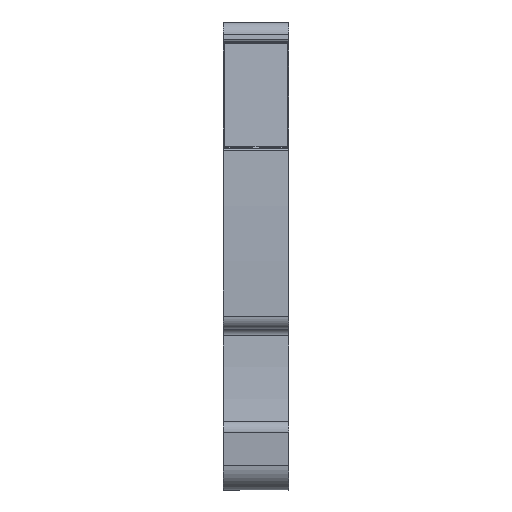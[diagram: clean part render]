
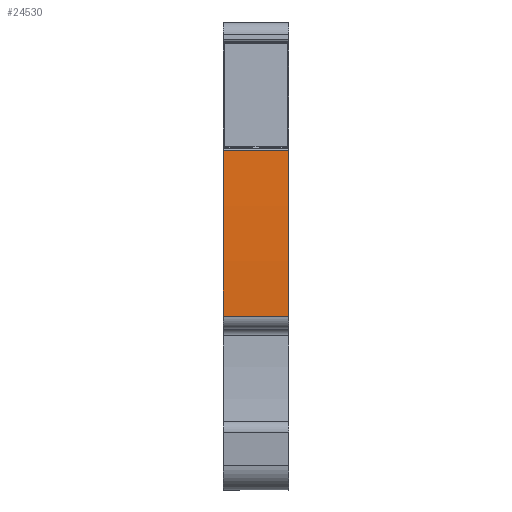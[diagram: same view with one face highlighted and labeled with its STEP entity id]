
A CAD part, front view. The second image highlights one B-rep face of the part: STEP entity #24530.
In plain terms, the highlighted cylindrical face has radius 154.9 mm (diameter 309.8 mm), a partial arc.
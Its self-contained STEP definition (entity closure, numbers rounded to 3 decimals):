
#7811=AXIS2_PLACEMENT_3D('Cylinder Axis2P3D',#7808,#7809,#7810) ;
#22795=AXIS2_PLACEMENT_3D('Circle Axis2P3D',#22793,#22794,$) ;
#22802=AXIS2_PLACEMENT_3D('Circle Axis2P3D',#22800,#22801,$) ;
#24520=AXIS2_PLACEMENT_3D('Circle Axis2P3D',#24518,#24519,$) ;
#7808=CARTESIAN_POINT('Axis2P3D Location',(2.55,156.386,17.05)) ;
#22790=CARTESIAN_POINT('Vertex',(0.,1.529,13.427)) ;
#22793=CARTESIAN_POINT('Axis2P3D Location',(0.,2.529,13.45)) ;
#22797=CARTESIAN_POINT('Vertex',(0.,1.528,13.45)) ;
#22800=CARTESIAN_POINT('Axis2P3D Location',(0.,156.386,17.05)) ;
#22804=CARTESIAN_POINT('Vertex',(0.,1.761,26.266)) ;
#24492=CARTESIAN_POINT('Line Origine',(2.55,1.761,26.266)) ;
#24496=CARTESIAN_POINT('Vertex',(5.05,1.761,26.266)) ;
#24511=CARTESIAN_POINT('Line Origine',(2.55,1.529,13.427)) ;
#24515=CARTESIAN_POINT('Vertex',(5.05,1.529,13.427)) ;
#24518=CARTESIAN_POINT('Axis2P3D Location',(5.05,156.386,17.05)) ;
#7809=DIRECTION('Axis2P3D Direction',(1.,0.,0.)) ;
#7810=DIRECTION('Axis2P3D XDirection',(0.,-0.993,0.118)) ;
#22794=DIRECTION('Axis2P3D Direction',(1.,0.,0.)) ;
#22801=DIRECTION('Axis2P3D Direction',(1.,0.,0.)) ;
#24493=DIRECTION('Vector Direction',(1.,0.,0.)) ;
#24512=DIRECTION('Vector Direction',(1.,0.,0.)) ;
#24519=DIRECTION('Axis2P3D Direction',(1.,0.,0.)) ;
#24494=VECTOR('Line Direction',#24493,1.) ;
#24513=VECTOR('Line Direction',#24512,1.) ;
#24524=ORIENTED_EDGE('',*,*,#24498,.T.) ;
#24525=ORIENTED_EDGE('',*,*,#22806,.T.) ;
#24526=ORIENTED_EDGE('',*,*,#22799,.T.) ;
#24527=ORIENTED_EDGE('',*,*,#24517,.T.) ;
#24528=ORIENTED_EDGE('',*,*,#24522,.F.) ;
#24530=ADVANCED_FACE('MLD_1',(#24529),#7812,.T.) ;
#22796=CIRCLE('generated circle',#22795,1.) ;
#22803=CIRCLE('generated circle',#22802,154.9) ;
#24521=CIRCLE('generated circle',#24520,154.9) ;
#7812=CYLINDRICAL_SURFACE('generated cylinder',#7811,154.9) ;
#22799=EDGE_CURVE('',#22798,#22791,#22796,.T.) ;
#22806=EDGE_CURVE('',#22805,#22798,#22803,.T.) ;
#24498=EDGE_CURVE('',#24497,#22805,#24495,.F.) ;
#24517=EDGE_CURVE('',#22791,#24516,#24514,.T.) ;
#24522=EDGE_CURVE('',#24497,#24516,#24521,.T.) ;
#24523=EDGE_LOOP('',(#24524,#24525,#24526,#24527,#24528)) ;
#24529=FACE_OUTER_BOUND('',#24523,.T.) ;
#24495=LINE('Line',#24492,#24494) ;
#24514=LINE('Line',#24511,#24513) ;
#22791=VERTEX_POINT('',#22790) ;
#22798=VERTEX_POINT('',#22797) ;
#22805=VERTEX_POINT('',#22804) ;
#24497=VERTEX_POINT('',#24496) ;
#24516=VERTEX_POINT('',#24515) ;
